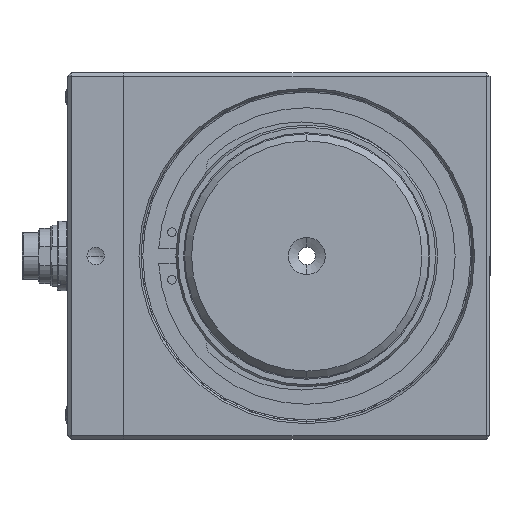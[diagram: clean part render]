
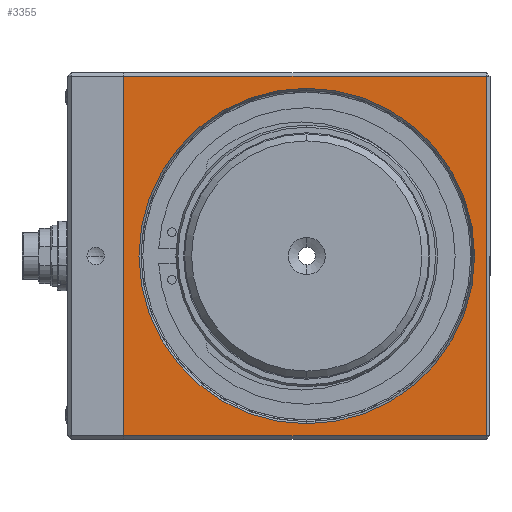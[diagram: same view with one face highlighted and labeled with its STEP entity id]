
A CAD part, left-side view. The second image highlights one B-rep face of the part: STEP entity #3355.
In plain terms, the highlighted planar face has unit normal (-1, 0, 0).
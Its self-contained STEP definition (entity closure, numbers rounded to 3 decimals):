
#195 = DIRECTION ( 'NONE',  ( 1., 0., 0. ) ) ;
#249 = CARTESIAN_POINT ( 'NONE',  ( -95., 0., 0. ) ) ;
#300 = FACE_BOUND ( 'NONE', #5604, .T. ) ;
#305 = AXIS2_PLACEMENT_3D ( 'NONE', #249, #195, #10572 ) ;
#1127 = CARTESIAN_POINT ( 'NONE',  ( -95., -51.5, 52.5 ) ) ;
#1262 = CARTESIAN_POINT ( 'NONE',  ( -95., 0., -48.077 ) ) ;
#1372 = ORIENTED_EDGE ( 'NONE', *, *, #1679, .T. ) ;
#1422 = ORIENTED_EDGE ( 'NONE', *, *, #8468, .T. ) ;
#1622 = ORIENTED_EDGE ( 'NONE', *, *, #5247, .T. ) ;
#1679 = EDGE_CURVE ( 'NONE', #10453, #1862, #2195, .T. ) ;
#1691 = VERTEX_POINT ( 'NONE', #5162 ) ;
#1862 = VERTEX_POINT ( 'NONE', #1262 ) ;
#2157 = EDGE_LOOP ( 'NONE', ( #4024, #1422, #10499, #10596 ) ) ;
#2195 = CIRCLE ( 'NONE', #305, 48.077 ) ;
#2312 = DIRECTION ( 'NONE',  ( 0., 0., 1. ) ) ;
#2420 = VECTOR ( 'NONE', #13553, 1000. ) ;
#2473 = AXIS2_PLACEMENT_3D ( 'NONE', #4073, #3970, #3935 ) ;
#2862 = CARTESIAN_POINT ( 'NONE',  ( -95., 0., 48.077 ) ) ;
#3141 = CARTESIAN_POINT ( 'NONE',  ( -95., -52.5, -51.5 ) ) ;
#3355 = ADVANCED_FACE ( 'NONE', ( #300, #7923 ), #4248, .F. ) ;
#3935 = DIRECTION ( 'NONE',  ( 0., 0., -1. ) ) ;
#3970 = DIRECTION ( 'NONE',  ( 1., 0., 0. ) ) ;
#4024 = ORIENTED_EDGE ( 'NONE', *, *, #6413, .F. ) ;
#4073 = CARTESIAN_POINT ( 'NONE',  ( -95., -52.5, 52.5 ) ) ;
#4248 = PLANE ( 'NONE',  #2473 ) ;
#4273 = DIRECTION ( 'NONE',  ( 0., -1., 0. ) ) ;
#4790 = AXIS2_PLACEMENT_3D ( 'NONE', #13352, #6683, #14482 ) ;
#5056 = LINE ( 'NONE', #12614, #10075 ) ;
#5162 = CARTESIAN_POINT ( 'NONE',  ( -95., 52.5, -51.5 ) ) ;
#5247 = EDGE_CURVE ( 'NONE', #1862, #10453, #9065, .T. ) ;
#5604 = EDGE_LOOP ( 'NONE', ( #1372, #1622 ) ) ;
#5746 = CARTESIAN_POINT ( 'NONE',  ( -95., 52.5, 52.5 ) ) ;
#6413 = EDGE_CURVE ( 'NONE', #1691, #9896, #7952, .T. ) ;
#6683 = DIRECTION ( 'NONE',  ( 1., 0., 0. ) ) ;
#6713 = VERTEX_POINT ( 'NONE', #10718 ) ;
#7923 = FACE_OUTER_BOUND ( 'NONE', #2157, .T. ) ;
#7952 = LINE ( 'NONE', #5746, #2420 ) ;
#8168 = DIRECTION ( 'NONE',  ( 0., 1., 0. ) ) ;
#8468 = EDGE_CURVE ( 'NONE', #1691, #6713, #14082, .T. ) ;
#8661 = EDGE_CURVE ( 'NONE', #6713, #14273, #14336, .T. ) ;
#9065 = CIRCLE ( 'NONE', #4790, 48.077 ) ;
#9896 = VERTEX_POINT ( 'NONE', #11596 ) ;
#10052 = CARTESIAN_POINT ( 'NONE',  ( -95., -51.5, 51.5 ) ) ;
#10075 = VECTOR ( 'NONE', #8168, 1000. ) ;
#10453 = VERTEX_POINT ( 'NONE', #2862 ) ;
#10499 = ORIENTED_EDGE ( 'NONE', *, *, #8661, .T. ) ;
#10572 = DIRECTION ( 'NONE',  ( 0., 0., -1. ) ) ;
#10596 = ORIENTED_EDGE ( 'NONE', *, *, #13830, .T. ) ;
#10718 = CARTESIAN_POINT ( 'NONE',  ( -95., -51.5, -51.5 ) ) ;
#11596 = CARTESIAN_POINT ( 'NONE',  ( -95., 52.5, 51.5 ) ) ;
#12614 = CARTESIAN_POINT ( 'NONE',  ( -95., 52.5, 51.5 ) ) ;
#13352 = CARTESIAN_POINT ( 'NONE',  ( -95., 0., 0. ) ) ;
#13553 = DIRECTION ( 'NONE',  ( 0., 0., 1. ) ) ;
#13830 = EDGE_CURVE ( 'NONE', #14273, #9896, #5056, .T. ) ;
#14003 = VECTOR ( 'NONE', #2312, 1000. ) ;
#14070 = VECTOR ( 'NONE', #4273, 1000. ) ;
#14082 = LINE ( 'NONE', #3141, #14070 ) ;
#14273 = VERTEX_POINT ( 'NONE', #10052 ) ;
#14336 = LINE ( 'NONE', #1127, #14003 ) ;
#14482 = DIRECTION ( 'NONE',  ( 0., 0., -1. ) ) ;
